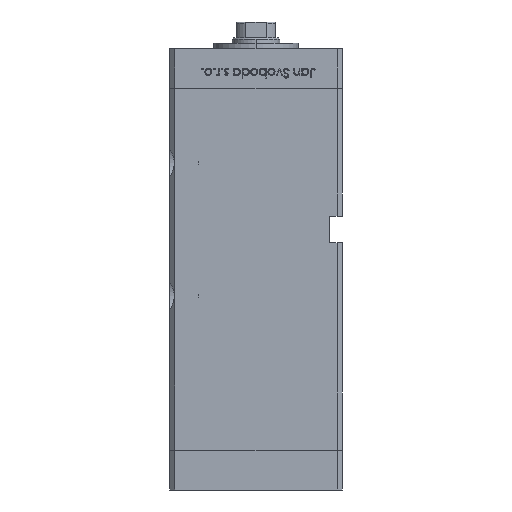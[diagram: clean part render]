
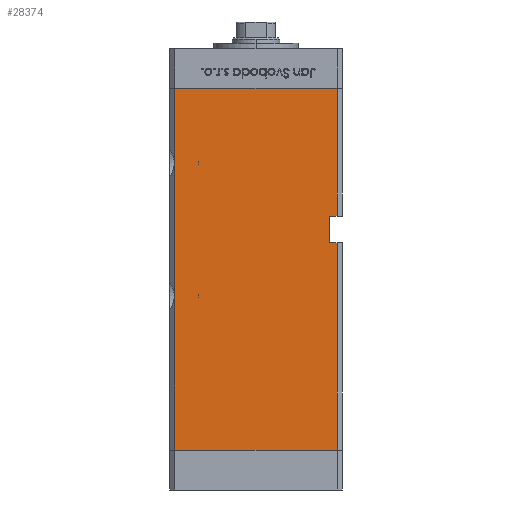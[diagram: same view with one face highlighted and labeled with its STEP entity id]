
A CAD part, left-side view. The second image highlights one B-rep face of the part: STEP entity #28374.
In plain terms, the highlighted planar face has unit normal (-1, 0, 0).
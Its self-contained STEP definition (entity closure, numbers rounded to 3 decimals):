
#1002 = EDGE_CURVE ( 'NONE', #5169, #37309, #10610, .T. ) ;
#1377 = CARTESIAN_POINT ( 'NONE',  ( -37.5, 30.5, 136. ) ) ;
#1585 = EDGE_CURVE ( 'NONE', #31569, #16844, #38430, .T. ) ;
#3056 = DIRECTION ( 'NONE',  ( 0., 0., -1. ) ) ;
#3503 = DIRECTION ( 'NONE',  ( 0., -1., 0. ) ) ;
#5169 = VERTEX_POINT ( 'NONE', #15102 ) ;
#6874 = CARTESIAN_POINT ( 'NONE',  ( -37.5, -30.5, 136. ) ) ;
#6940 = ORIENTED_EDGE ( 'NONE', *, *, #1002, .T. ) ;
#8256 = ORIENTED_EDGE ( 'NONE', *, *, #34731, .F. ) ;
#9721 = PLANE ( 'NONE',  #49239 ) ;
#10610 = LINE ( 'NONE', #26990, #20244 ) ;
#12370 = VECTOR ( 'NONE', #31709, 1000. ) ;
#12820 = ORIENTED_EDGE ( 'NONE', *, *, #33408, .F. ) ;
#14144 = CARTESIAN_POINT ( 'NONE',  ( -37.5, 30.5, 0. ) ) ;
#14774 = CARTESIAN_POINT ( 'NONE',  ( -37.5, -27.5, 88. ) ) ;
#15102 = CARTESIAN_POINT ( 'NONE',  ( -37.5, 30.5, 136. ) ) ;
#15647 = CARTESIAN_POINT ( 'NONE',  ( -37.5, -27.5, 88. ) ) ;
#15867 = CARTESIAN_POINT ( 'NONE',  ( -37.5, -30.5, 136. ) ) ;
#16844 = VERTEX_POINT ( 'NONE', #22829 ) ;
#17602 = EDGE_CURVE ( 'NONE', #40498, #31736, #26592, .T. ) ;
#18075 = DIRECTION ( 'NONE',  ( 0., 0., -1. ) ) ;
#20165 = VECTOR ( 'NONE', #27727, 1000. ) ;
#20244 = VECTOR ( 'NONE', #3056, 1000. ) ;
#20857 = CARTESIAN_POINT ( 'NONE',  ( -37.5, -30.5, 0. ) ) ;
#21563 = DIRECTION ( 'NONE',  ( 1., 0., 0. ) ) ;
#22106 = LINE ( 'NONE', #38497, #42155 ) ;
#22261 = VECTOR ( 'NONE', #31163, 1000. ) ;
#22829 = CARTESIAN_POINT ( 'NONE',  ( -37.5, -30.5, 78. ) ) ;
#24226 = VECTOR ( 'NONE', #49335, 1000. ) ;
#24232 = VERTEX_POINT ( 'NONE', #6874 ) ;
#24907 = EDGE_CURVE ( 'NONE', #5169, #24232, #32932, .T. ) ;
#25328 = FACE_OUTER_BOUND ( 'NONE', #40783, .T. ) ;
#25694 = ORIENTED_EDGE ( 'NONE', *, *, #24907, .F. ) ;
#26326 = DIRECTION ( 'NONE',  ( 0., -1., 0. ) ) ;
#26592 = LINE ( 'NONE', #14774, #22261 ) ;
#26990 = CARTESIAN_POINT ( 'NONE',  ( -37.5, 30.5, 136. ) ) ;
#27727 = DIRECTION ( 'NONE',  ( 0., 0., -1. ) ) ;
#27972 = LINE ( 'NONE', #44377, #29506 ) ;
#28374 = ADVANCED_FACE ( 'NONE', ( #25328 ), #9721, .F. ) ;
#29484 = EDGE_CURVE ( 'NONE', #37309, #45276, #27972, .T. ) ;
#29506 = VECTOR ( 'NONE', #3503, 1000. ) ;
#29573 = CARTESIAN_POINT ( 'NONE',  ( -37.5, -27.5, 78. ) ) ;
#30996 = CARTESIAN_POINT ( 'NONE',  ( -37.5, -30.5, 88. ) ) ;
#31163 = DIRECTION ( 'NONE',  ( 0., -1., 0. ) ) ;
#31569 = VERTEX_POINT ( 'NONE', #37493 ) ;
#31709 = DIRECTION ( 'NONE',  ( 0., 0., -1. ) ) ;
#31736 = VERTEX_POINT ( 'NONE', #30996 ) ;
#31748 = ORIENTED_EDGE ( 'NONE', *, *, #45749, .F. ) ;
#32932 = LINE ( 'NONE', #33202, #24226 ) ;
#33202 = CARTESIAN_POINT ( 'NONE',  ( -37.5, 30.5, 136. ) ) ;
#33408 = EDGE_CURVE ( 'NONE', #40498, #31569, #51674, .T. ) ;
#34440 = ORIENTED_EDGE ( 'NONE', *, *, #1585, .F. ) ;
#34731 = EDGE_CURVE ( 'NONE', #16844, #45276, #52689, .T. ) ;
#36174 = ORIENTED_EDGE ( 'NONE', *, *, #29484, .T. ) ;
#37309 = VERTEX_POINT ( 'NONE', #14144 ) ;
#37493 = CARTESIAN_POINT ( 'NONE',  ( -37.5, -27.5, 78. ) ) ;
#37947 = DIRECTION ( 'NONE',  ( 0., 1., 0. ) ) ;
#38430 = LINE ( 'NONE', #29573, #39986 ) ;
#38497 = CARTESIAN_POINT ( 'NONE',  ( -37.5, -30.5, 136. ) ) ;
#39986 = VECTOR ( 'NONE', #26326, 1000. ) ;
#40498 = VERTEX_POINT ( 'NONE', #46061 ) ;
#40783 = EDGE_LOOP ( 'NONE', ( #8256, #34440, #12820, #49100, #31748, #25694, #6940, #36174 ) ) ;
#42155 = VECTOR ( 'NONE', #18075, 1000. ) ;
#44377 = CARTESIAN_POINT ( 'NONE',  ( -37.5, 30.5, 0. ) ) ;
#45276 = VERTEX_POINT ( 'NONE', #20857 ) ;
#45749 = EDGE_CURVE ( 'NONE', #24232, #31736, #22106, .T. ) ;
#46061 = CARTESIAN_POINT ( 'NONE',  ( -37.5, -27.5, 88. ) ) ;
#49100 = ORIENTED_EDGE ( 'NONE', *, *, #17602, .T. ) ;
#49239 = AXIS2_PLACEMENT_3D ( 'NONE', #1377, #21563, #37947 ) ;
#49335 = DIRECTION ( 'NONE',  ( 0., -1., 0. ) ) ;
#51674 = LINE ( 'NONE', #15647, #20165 ) ;
#52689 = LINE ( 'NONE', #15867, #12370 ) ;
